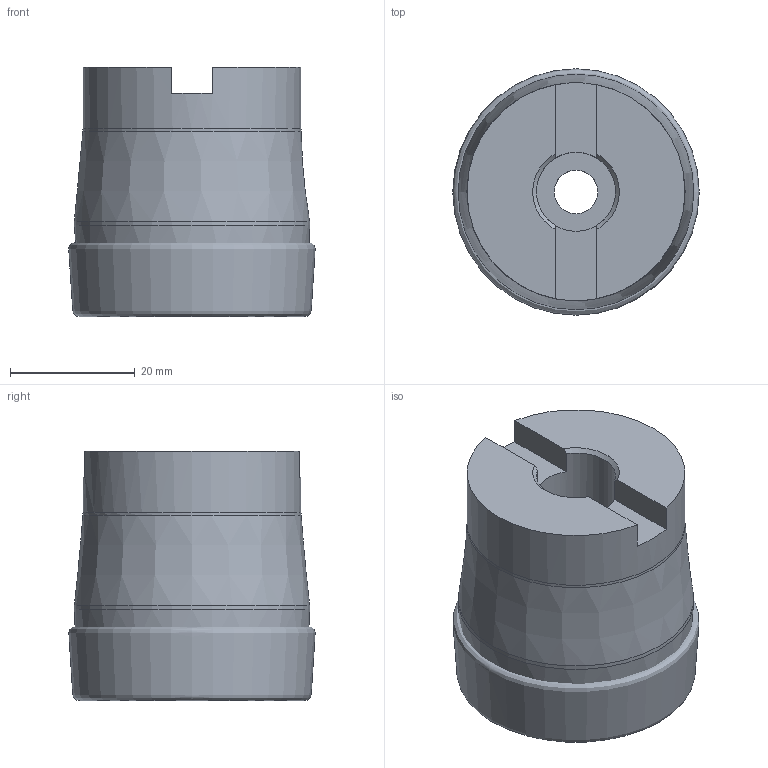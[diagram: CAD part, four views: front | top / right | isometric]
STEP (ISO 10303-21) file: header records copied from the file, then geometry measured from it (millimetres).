
FILE_DESCRIPTION(/* description */ (''),/* implementation_level */ '2;1');
FILE_NAME(/* name */ 'R220.88-01.50-12-4SAP_Basic.stp',/* time_stamp */ '2022-05-17T09:57:30+05:00',/* author */ (''),/* organization */ (''),/* preprocessor_version */ 'ST-DEVELOPER v16.7',/* originating_system */ 'SIEMENS PLM Software NX 12.0',/* authorisation */ '');
FILE_SCHEMA (('AUTOMOTIVE_DESIGN { 1 0 10303 214 3 1 1 1 }'));
Length unit declared in the file: millimetre
Products named in the file (4): CUT; NOCUT; ASSEMBLY_CONSTRUCTION; inpuCC44630Fity0
Assembly tree (3 placements, depth 2):
  inpuCC44630Fity0
    ASSEMBLY_CONSTRUCTION
    NOCUT
    CUT
Bounding box: 39.56 x 39.56 x 40.01 mm (x, y, z)
Volume: 47378.2 mm3; surface area: 11643.5 mm2
Topology: 2 solids, 2 shells, 26 faces, 70 edges, 56 vertices
Faces by surface type: plane 10, cone 6, cylinder 6, torus 3, revolution 1
Full cylindrical faces by diameter (mm): 7 x1, 11 x1, 12.7 x1, 35 x1
Entity records: 1283 total; most frequent: CARTESIAN_POINT 500, DIRECTION 147, ORIENTED_EDGE 100, AXIS2_PLACEMENT_3D 63, EDGE_CURVE 50, VERTEX_POINT 39, EDGE_LOOP 38, FACE_BOUND 27
